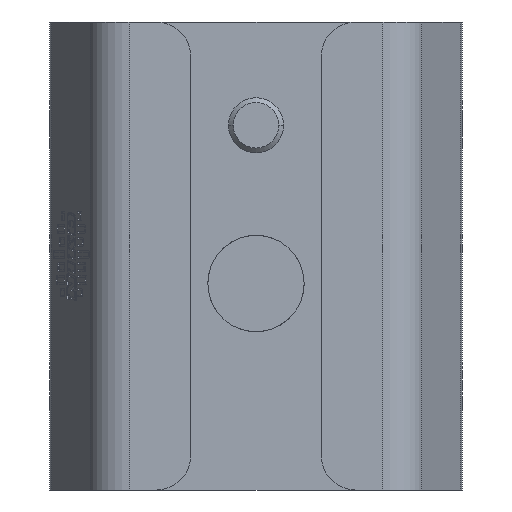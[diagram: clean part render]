
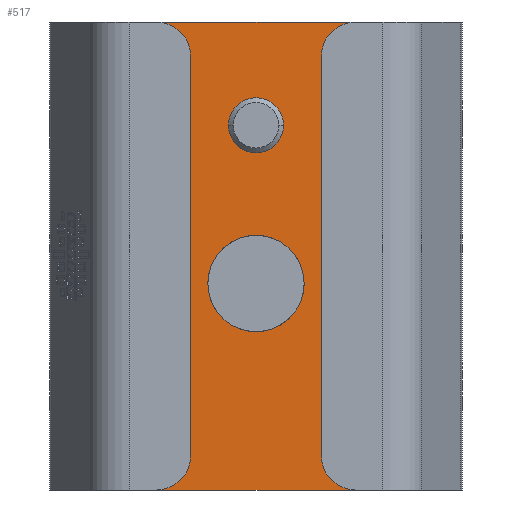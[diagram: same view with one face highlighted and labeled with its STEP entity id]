
A CAD part, front view. The second image highlights one B-rep face of the part: STEP entity #517.
In plain terms, the highlighted planar face has unit normal (0, -1, 0).
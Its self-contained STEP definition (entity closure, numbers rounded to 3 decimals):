
#517 = ADVANCED_FACE ( 'NONE', ( #23679, #6804, #42916 ), #30872, .F. ) ;
#603 = CARTESIAN_POINT ( 'NONE',  ( -23., 0., 68. ) ) ;
#1123 = DIRECTION ( 'NONE',  ( 0., 1., 0. ) ) ;
#2214 = EDGE_CURVE ( 'NONE', #2595, #43062, #7958, .T. ) ;
#2595 = VERTEX_POINT ( 'NONE', #3506 ) ;
#3506 = CARTESIAN_POINT ( 'NONE',  ( -23., 0., 68. ) ) ;
#4270 = EDGE_CURVE ( 'NONE', #43062, #25129, #43988, .T. ) ;
#6372 = DIRECTION ( 'NONE',  ( 0., 1., 0. ) ) ;
#6804 = FACE_BOUND ( 'NONE', #26857, .T. ) ;
#6825 = VECTOR ( 'NONE', #19127, 1000. ) ;
#7005 = AXIS2_PLACEMENT_3D ( 'NONE', #28009, #6372, #31612 ) ;
#7114 = CIRCLE ( 'NONE', #12972, 7. ) ;
#7328 = EDGE_LOOP ( 'NONE', ( #9152, #42678 ) ) ;
#7958 = LINE ( 'NONE', #44399, #6825 ) ;
#8583 = EDGE_CURVE ( 'NONE', #46720, #31049, #26829, .T. ) ;
#9152 = ORIENTED_EDGE ( 'NONE', *, *, #11457, .T. ) ;
#10712 = VERTEX_POINT ( 'NONE', #26113 ) ;
#11457 = EDGE_CURVE ( 'NONE', #10712, #13897, #40221, .T. ) ;
#12165 = DIRECTION ( 'NONE',  ( 0., 0., -1. ) ) ;
#12783 = VERTEX_POINT ( 'NONE', #26435 ) ;
#12972 = AXIS2_PLACEMENT_3D ( 'NONE', #37053, #1123, #15476 ) ;
#13897 = VERTEX_POINT ( 'NONE', #35173 ) ;
#13924 = CARTESIAN_POINT ( 'NONE',  ( 0., 0., 0. ) ) ;
#15476 = DIRECTION ( 'NONE',  ( 0., 0., 1. ) ) ;
#15835 = CIRCLE ( 'NONE', #38797, 3.4 ) ;
#16344 = CARTESIAN_POINT ( 'NONE',  ( 0., 0., 53. ) ) ;
#16635 = DIRECTION ( 'NONE',  ( 0., 1., 0. ) ) ;
#17619 = EDGE_CURVE ( 'NONE', #31049, #46720, #15835, .T. ) ;
#18107 = ORIENTED_EDGE ( 'NONE', *, *, #27109, .T. ) ;
#18262 = EDGE_LOOP ( 'NONE', ( #18107, #21782, #29498, #25320 ) ) ;
#18713 = CARTESIAN_POINT ( 'NONE',  ( 0., 0., 53. ) ) ;
#19127 = DIRECTION ( 'NONE',  ( 1., 0., 0. ) ) ;
#19949 = DIRECTION ( 'NONE',  ( 0., 0., 1. ) ) ;
#20126 = VECTOR ( 'NONE', #42804, 1000. ) ;
#21782 = ORIENTED_EDGE ( 'NONE', *, *, #4270, .F. ) ;
#22254 = AXIS2_PLACEMENT_3D ( 'NONE', #27411, #16635, #41891 ) ;
#22338 = DIRECTION ( 'NONE',  ( 0., 0., 1. ) ) ;
#23679 = FACE_BOUND ( 'NONE', #7328, .T. ) ;
#23687 = CARTESIAN_POINT ( 'NONE',  ( 23., 0., 68. ) ) ;
#23902 = AXIS2_PLACEMENT_3D ( 'NONE', #18713, #43975, #22338 ) ;
#25129 = VERTEX_POINT ( 'NONE', #32676 ) ;
#25158 = EDGE_CURVE ( 'NONE', #13897, #10712, #7114, .T. ) ;
#25320 = ORIENTED_EDGE ( 'NONE', *, *, #34273, .T. ) ;
#26113 = CARTESIAN_POINT ( 'NONE',  ( 0., 0., 37. ) ) ;
#26435 = CARTESIAN_POINT ( 'NONE',  ( -23., 0., 0. ) ) ;
#26829 = CIRCLE ( 'NONE', #23902, 3.4 ) ;
#26857 = EDGE_LOOP ( 'NONE', ( #35043, #34269 ) ) ;
#27109 = EDGE_CURVE ( 'NONE', #12783, #25129, #38207, .T. ) ;
#27411 = CARTESIAN_POINT ( 'NONE',  ( 0., 0., 68. ) ) ;
#28009 = CARTESIAN_POINT ( 'NONE',  ( 0., 0., 30. ) ) ;
#29498 = ORIENTED_EDGE ( 'NONE', *, *, #2214, .F. ) ;
#29521 = DIRECTION ( 'NONE',  ( 0., 0., -1. ) ) ;
#30872 = PLANE ( 'NONE',  #22254 ) ;
#31005 = VECTOR ( 'NONE', #12165, 1000. ) ;
#31049 = VERTEX_POINT ( 'NONE', #44529 ) ;
#31612 = DIRECTION ( 'NONE',  ( 0., 0., 1. ) ) ;
#32676 = CARTESIAN_POINT ( 'NONE',  ( 23., 0., 0. ) ) ;
#34269 = ORIENTED_EDGE ( 'NONE', *, *, #17619, .T. ) ;
#34273 = EDGE_CURVE ( 'NONE', #2595, #12783, #44735, .T. ) ;
#35043 = ORIENTED_EDGE ( 'NONE', *, *, #8583, .T. ) ;
#35118 = VECTOR ( 'NONE', #29521, 1000. ) ;
#35173 = CARTESIAN_POINT ( 'NONE',  ( 0., 0., 23. ) ) ;
#37053 = CARTESIAN_POINT ( 'NONE',  ( 0., 0., 30. ) ) ;
#38207 = LINE ( 'NONE', #13924, #20126 ) ;
#38797 = AXIS2_PLACEMENT_3D ( 'NONE', #16344, #41590, #19949 ) ;
#39157 = CARTESIAN_POINT ( 'NONE',  ( 0., 0., 56.4 ) ) ;
#40221 = CIRCLE ( 'NONE', #7005, 7. ) ;
#41590 = DIRECTION ( 'NONE',  ( 0., 1., 0. ) ) ;
#41891 = DIRECTION ( 'NONE',  ( 0., 0., 1. ) ) ;
#42678 = ORIENTED_EDGE ( 'NONE', *, *, #25158, .T. ) ;
#42804 = DIRECTION ( 'NONE',  ( 1., 0., 0. ) ) ;
#42916 = FACE_OUTER_BOUND ( 'NONE', #18262, .T. ) ;
#43062 = VERTEX_POINT ( 'NONE', #23687 ) ;
#43975 = DIRECTION ( 'NONE',  ( 0., 1., 0. ) ) ;
#43988 = LINE ( 'NONE', #44518, #31005 ) ;
#44399 = CARTESIAN_POINT ( 'NONE',  ( 0., 0., 68. ) ) ;
#44518 = CARTESIAN_POINT ( 'NONE',  ( 23., 0., 68. ) ) ;
#44529 = CARTESIAN_POINT ( 'NONE',  ( 0., 0., 49.6 ) ) ;
#44735 = LINE ( 'NONE', #603, #35118 ) ;
#46720 = VERTEX_POINT ( 'NONE', #39157 ) ;
